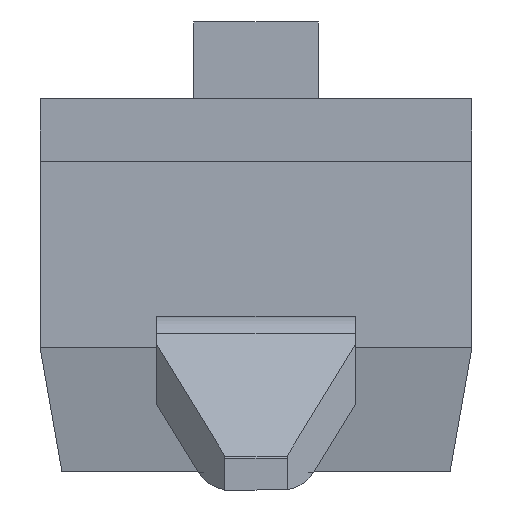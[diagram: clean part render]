
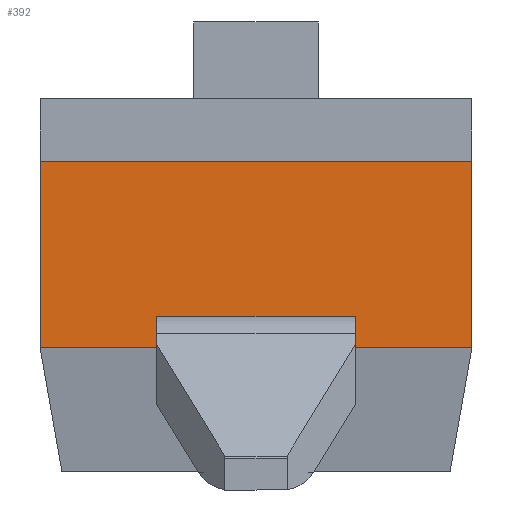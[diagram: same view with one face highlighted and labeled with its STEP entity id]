
A CAD part, front view. The second image highlights one B-rep face of the part: STEP entity #392.
In plain terms, the highlighted planar face has unit normal (0, -1, 0).
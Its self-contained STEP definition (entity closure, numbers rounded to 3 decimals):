
#392 = ADVANCED_FACE( '', ( #885 ), #886, .T. );
#885 = FACE_OUTER_BOUND( '', #1544, .T. );
#886 = PLANE( '', #1545 );
#1544 = EDGE_LOOP( '', ( #2326, #2327, #2328, #2329, #2330, #2331, #2332, #2333 ) );
#1545 = AXIS2_PLACEMENT_3D( '', #2334, #2335, #2336 );
#2326 = ORIENTED_EDGE( '', *, *, #4241, .T. );
#2327 = ORIENTED_EDGE( '', *, *, #4242, .T. );
#2328 = ORIENTED_EDGE( '', *, *, #4243, .F. );
#2329 = ORIENTED_EDGE( '', *, *, #4244, .F. );
#2330 = ORIENTED_EDGE( '', *, *, #4245, .T. );
#2331 = ORIENTED_EDGE( '', *, *, #4246, .T. );
#2332 = ORIENTED_EDGE( '', *, *, #4247, .F. );
#2333 = ORIENTED_EDGE( '', *, *, #4248, .F. );
#2334 = CARTESIAN_POINT( '', ( 1.74, -3.1, 1. ) );
#2335 = DIRECTION( '', ( 0., -1., 0. ) );
#2336 = DIRECTION( '', ( 0., 0., -1. ) );
#4241 = EDGE_CURVE( '', #5096, #5097, #5098, .T. );
#4242 = EDGE_CURVE( '', #5097, #5099, #5100, .T. );
#4243 = EDGE_CURVE( '', #5101, #5099, #5102, .T. );
#4244 = EDGE_CURVE( '', #5103, #5101, #5104, .T. );
#4245 = EDGE_CURVE( '', #5103, #5105, #5106, .T. );
#4246 = EDGE_CURVE( '', #5105, #5107, #5108, .T. );
#4247 = EDGE_CURVE( '', #5109, #5107, #5110, .T. );
#4248 = EDGE_CURVE( '', #5096, #5109, #5111, .T. );
#5096 = VERTEX_POINT( '', #6324 );
#5097 = VERTEX_POINT( '', #6325 );
#5098 = LINE( '', #6326, #6327 );
#5099 = VERTEX_POINT( '', #6328 );
#5100 = LINE( '', #6329, #6330 );
#5101 = VERTEX_POINT( '', #6331 );
#5102 = LINE( '', #6332, #6333 );
#5103 = VERTEX_POINT( '', #6334 );
#5104 = LINE( '', #6335, #6336 );
#5105 = VERTEX_POINT( '', #6337 );
#5106 = LINE( '', #6338, #6339 );
#5107 = VERTEX_POINT( '', #6340 );
#5108 = LINE( '', #6341, #6342 );
#5109 = VERTEX_POINT( '', #6343 );
#5110 = LINE( '', #6344, #6345 );
#5111 = LINE( '', #6346, #6347 );
#6324 = CARTESIAN_POINT( '', ( -0.8, -3.1, 1. ) );
#6325 = CARTESIAN_POINT( '', ( -0.8, -3.1, 1.25 ) );
#6326 = CARTESIAN_POINT( '', ( -0.8, -3.1, 1. ) );
#6327 = VECTOR( '', #7812, 1000. );
#6328 = CARTESIAN_POINT( '', ( 0.8, -3.1, 1.25 ) );
#6329 = CARTESIAN_POINT( '', ( -0.8, -3.1, 1.25 ) );
#6330 = VECTOR( '', #7813, 1000. );
#6331 = CARTESIAN_POINT( '', ( 0.8, -3.1, 1. ) );
#6332 = CARTESIAN_POINT( '', ( 0.8, -3.1, 1. ) );
#6333 = VECTOR( '', #7814, 1000. );
#6334 = CARTESIAN_POINT( '', ( 1.74, -3.1, 1. ) );
#6335 = CARTESIAN_POINT( '', ( 1.74, -3.1, 1. ) );
#6336 = VECTOR( '', #7815, 1000. );
#6337 = CARTESIAN_POINT( '', ( 1.74, -3.1, 2.5 ) );
#6338 = CARTESIAN_POINT( '', ( 1.74, -3.1, 1. ) );
#6339 = VECTOR( '', #7816, 1000. );
#6340 = CARTESIAN_POINT( '', ( -1.74, -3.1, 2.5 ) );
#6341 = CARTESIAN_POINT( '', ( 1.74, -3.1, 2.5 ) );
#6342 = VECTOR( '', #7817, 1000. );
#6343 = CARTESIAN_POINT( '', ( -1.74, -3.1, 1. ) );
#6344 = CARTESIAN_POINT( '', ( -1.74, -3.1, 1. ) );
#6345 = VECTOR( '', #7818, 1000. );
#6346 = CARTESIAN_POINT( '', ( 1.74, -3.1, 1. ) );
#6347 = VECTOR( '', #7819, 1000. );
#7812 = DIRECTION( '', ( 0., 0., 1. ) );
#7813 = DIRECTION( '', ( 1., 0., 0. ) );
#7814 = DIRECTION( '', ( 0., 0., 1. ) );
#7815 = DIRECTION( '', ( -1., 0., 0. ) );
#7816 = DIRECTION( '', ( 0., 0., 1. ) );
#7817 = DIRECTION( '', ( -1., 0., 0. ) );
#7818 = DIRECTION( '', ( 0., 0., 1. ) );
#7819 = DIRECTION( '', ( -1., 0., 0. ) );
